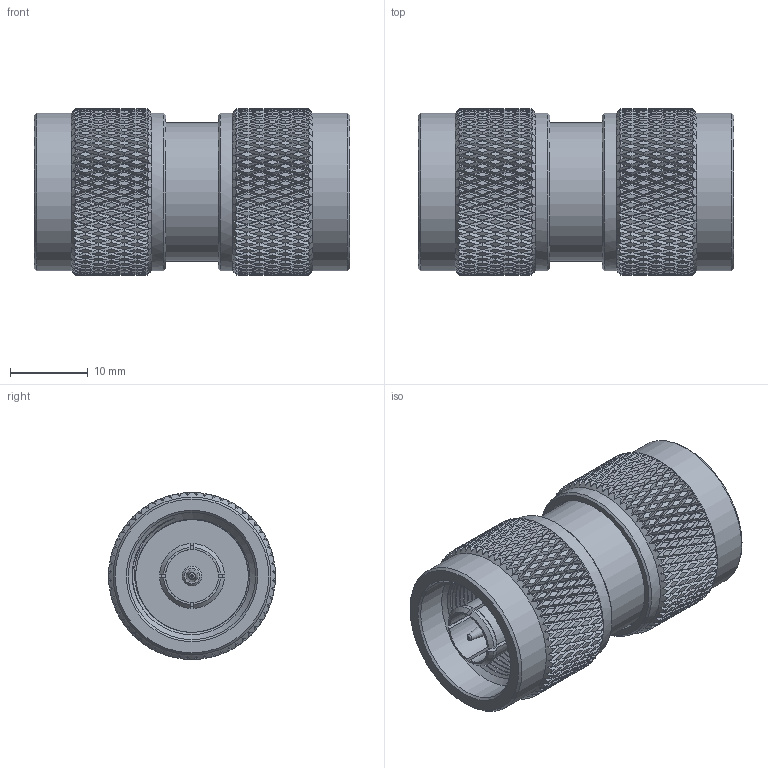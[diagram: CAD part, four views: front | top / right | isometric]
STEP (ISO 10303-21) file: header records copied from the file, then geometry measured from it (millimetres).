
FILE_DESCRIPTION (( 'STEP AP214' ), '1' );
FILE_NAME ('PE9007.STEP', '2020-05-13T21:10:37', ( '' ), ( '' ), 'SwSTEP 2.0', 'SolidWorks 2018', '' );
FILE_SCHEMA (( 'AUTOMOTIVE_DESIGN' ));
Length unit declared in the file: inch
Products named in the file (1): PE9007
Bounding box: 40.64 x 21.47 x 21.47 mm (x, y, z)
Volume: 9755.5 mm3; surface area: 6753.3 mm2
Topology: 1 solids, 1 shells, 4791 faces, 10121 edges, 5344 vertices
Faces by surface type: bspline 3844, cylinder 867, plane 46, cone 32, torus 2
Full cylindrical faces by diameter (mm): 1.524 x2, 2.54 x2, 6.807 x2, 7.823 x2, 16.383 x2, 17.769 x1, 18.277 x2, 20.309 x4
Entity records: 184436 total; most frequent: CARTESIAN_POINT 123922, ORIENTED_EDGE 20136, EDGE_CURVE 10068, VERTEX_POINT 5326, B_SPLINE_CURVE_WITH_KNOTS 4840, EDGE_LOOP 4838, FACE_OUTER_BOUND 4810, ADVANCED_FACE 4791
